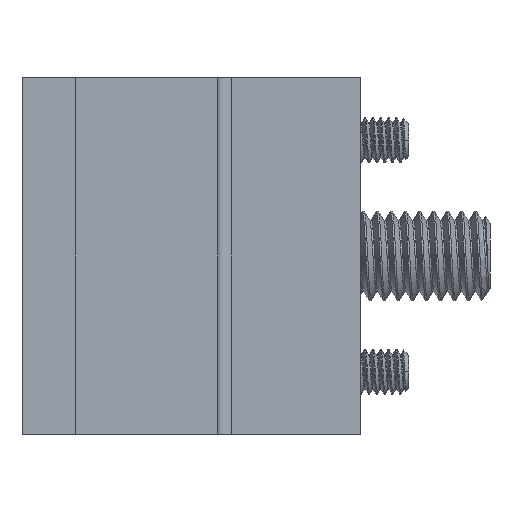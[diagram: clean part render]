
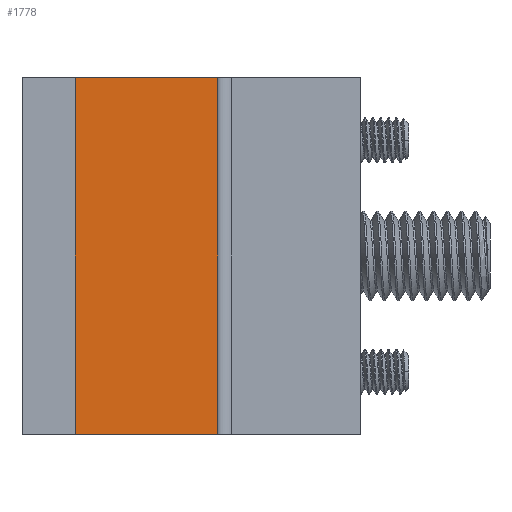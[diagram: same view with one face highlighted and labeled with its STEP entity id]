
A CAD part, left-side view. The second image highlights one B-rep face of the part: STEP entity #1778.
In plain terms, the highlighted planar face has unit normal (-1, 0, 0).
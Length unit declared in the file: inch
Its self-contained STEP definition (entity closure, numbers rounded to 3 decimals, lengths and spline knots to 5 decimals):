
#154 = VECTOR ( 'NONE', #11217, 39.37008 ) ;
#264 = DIRECTION ( 'NONE',  ( 0., 0., -1. ) ) ;
#931 = CARTESIAN_POINT ( 'NONE',  ( -1., 0.5, -1.25 ) ) ;
#1026 = DIRECTION ( 'NONE',  ( -1., 0., 0. ) ) ;
#1088 = DIRECTION ( 'NONE',  ( 0., 0., 1. ) ) ;
#1433 = CARTESIAN_POINT ( 'NONE',  ( -1., 0.5, -1.25 ) ) ;
#1513 = VERTEX_POINT ( 'NONE', #5339 ) ;
#1549 = EDGE_CURVE ( 'NONE', #2873, #7610, #4303, .T. ) ;
#1575 = EDGE_CURVE ( 'NONE', #1513, #10326, #6120, .T. ) ;
#1778 = ADVANCED_FACE ( 'NONE', ( #8852 ), #2924, .T. ) ;
#1882 = EDGE_CURVE ( 'NONE', #7610, #10326, #2134, .T. ) ;
#2134 = LINE ( 'NONE', #4357, #11412 ) ;
#2532 = ORIENTED_EDGE ( 'NONE', *, *, #8052, .F. ) ;
#2549 = ORIENTED_EDGE ( 'NONE', *, *, #1549, .T. ) ;
#2873 = VERTEX_POINT ( 'NONE', #10897 ) ;
#2924 = PLANE ( 'NONE',  #4108 ) ;
#3256 = DIRECTION ( 'NONE',  ( 0., 0., -1. ) ) ;
#4108 = AXIS2_PLACEMENT_3D ( 'NONE', #11738, #1026, #1088 ) ;
#4303 = LINE ( 'NONE', #9399, #10143 ) ;
#4357 = CARTESIAN_POINT ( 'NONE',  ( -1., 0., -1.25 ) ) ;
#5339 = CARTESIAN_POINT ( 'NONE',  ( -1., 0.5, 0. ) ) ;
#6120 = LINE ( 'NONE', #1433, #12848 ) ;
#7239 = CARTESIAN_POINT ( 'NONE',  ( -1., 0., 0. ) ) ;
#7610 = VERTEX_POINT ( 'NONE', #9155 ) ;
#8052 = EDGE_CURVE ( 'NONE', #2873, #1513, #8219, .T. ) ;
#8219 = LINE ( 'NONE', #7239, #154 ) ;
#8852 = FACE_OUTER_BOUND ( 'NONE', #10257, .T. ) ;
#9155 = CARTESIAN_POINT ( 'NONE',  ( -1., 1., -1.25 ) ) ;
#9399 = CARTESIAN_POINT ( 'NONE',  ( -1., 1., -1.25 ) ) ;
#10016 = ORIENTED_EDGE ( 'NONE', *, *, #1575, .F. ) ;
#10143 = VECTOR ( 'NONE', #264, 39.37008 ) ;
#10257 = EDGE_LOOP ( 'NONE', ( #11068, #10016, #2532, #2549 ) ) ;
#10326 = VERTEX_POINT ( 'NONE', #931 ) ;
#10364 = DIRECTION ( 'NONE',  ( 0., -1., 0. ) ) ;
#10897 = CARTESIAN_POINT ( 'NONE',  ( -1., 1., 0. ) ) ;
#11068 = ORIENTED_EDGE ( 'NONE', *, *, #1882, .T. ) ;
#11217 = DIRECTION ( 'NONE',  ( 0., -1., 0. ) ) ;
#11412 = VECTOR ( 'NONE', #10364, 39.37008 ) ;
#11738 = CARTESIAN_POINT ( 'NONE',  ( -1., 0.5, -1.25 ) ) ;
#12848 = VECTOR ( 'NONE', #3256, 39.37008 ) ;
